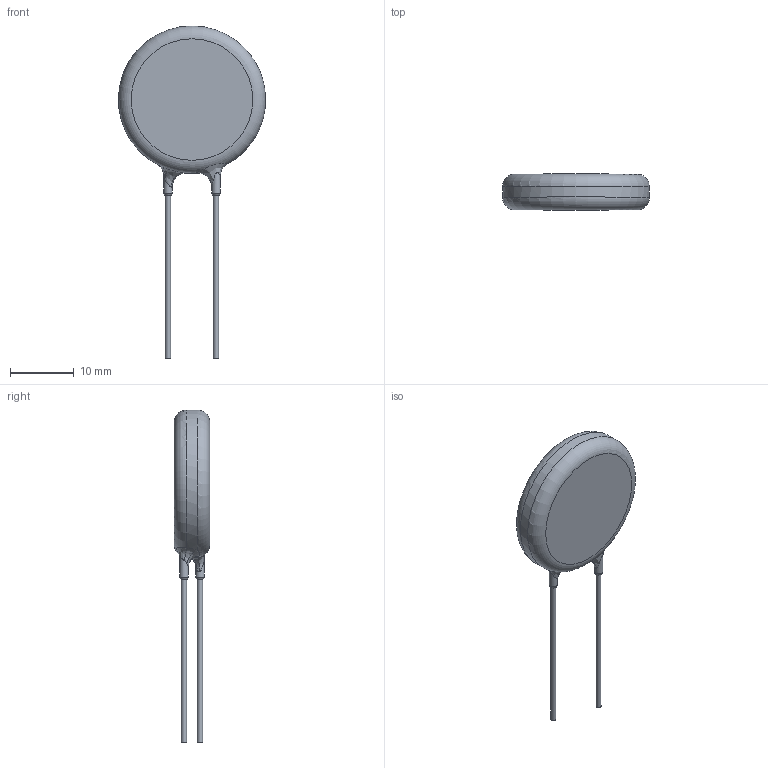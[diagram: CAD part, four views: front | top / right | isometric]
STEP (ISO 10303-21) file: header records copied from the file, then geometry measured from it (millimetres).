
FILE_DESCRIPTION(('CAx-IF Rec.Pracs.---Model Styling and Organization---1.5---2016-08-15','CAx-IF Rec.Pracs.---Geometric and Assembly Validation Properties---4.4---2016-08-17','CAx-IF Rec.Pracs.---User Defined Attributes---1.5---2016-08-15','CAx-IF Rec.Pracs.---External References---2.1---2005-01-19'),'2;1');
FILE_NAME('304583.step','2024-12-12T22:27:27',('Unspecified'),('Unspecified'),'CAD Exchanger 3.10.2 (cadexchanger.com)','Unspecified','');
FILE_SCHEMA(('AUTOMOTIVE_DESIGN { 1 0 10303 214 1 1 1 1 }'));
Length unit declared in the file: millimetre
Products named in the file (1): V275LA40AP
Bounding box: 22.97 x 5.6 x 51.9 mm (x, y, z)
Volume: 2253.4 mm3; surface area: 1270.2 mm2
Topology: 1 solids, 1 shells, 22 faces, 50 edges, 30 vertices
Faces by surface type: bspline 8, cylinder 6, plane 4, torus 4
Full cylindrical faces by diameter (mm): 0.81 x2, 1.302 x2
Entity records: 981 total; most frequent: CARTESIAN_POINT 385, ORIENTED_EDGE 100, DIRECTION 70, EDGE_CURVE 50, AXIS2_PLACEMENT_3D 35, VERTEX_POINT 30, ADVANCED_FACE 22, FACE_BOUND 22
